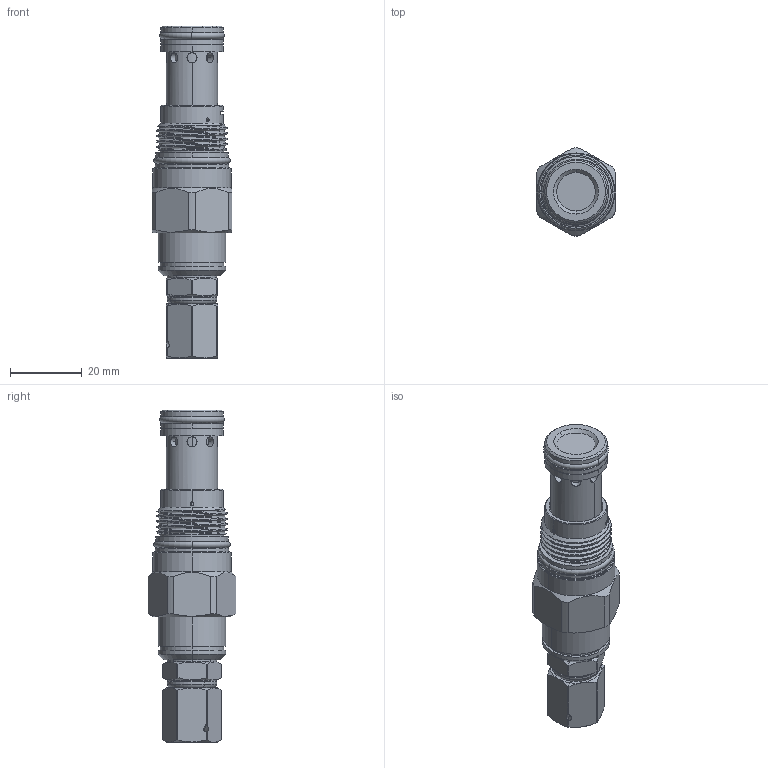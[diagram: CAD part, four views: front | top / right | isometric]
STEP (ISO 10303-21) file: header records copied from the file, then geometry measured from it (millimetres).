
FILE_DESCRIPTION (( 'STEP AP203' ), '1' );
FILE_NAME ('RP10A20-GA.STEP', '2024-06-17T00:52:39', ( '' ), ( '' ), 'SwSTEP 2.0', 'SolidWorks 2018', '' );
FILE_SCHEMA (( 'CONFIG_CONTROL_DESIGN' ));
Length unit declared in the file: millimetre
Products named in the file (1): RP10A20-GA
Bounding box: 22.22 x 24.59 x 92.82 mm (x, y, z)
Volume: 23433.3 mm3; surface area: 7120.4 mm2
Topology: 1 solids, 1 shells, 217 faces, 523 edges, 332 vertices
Faces by surface type: cylinder 123, plane 40, cone 36, torus 16, bspline 2
Entity records: 8650 total; most frequent: CARTESIAN_POINT 3743, ORIENTED_EDGE 1046, DIRECTION 967, EDGE_CURVE 523, AXIS2_PLACEMENT_3D 405, VERTEX_POINT 332, EDGE_LOOP 243, ADVANCED_FACE 217
